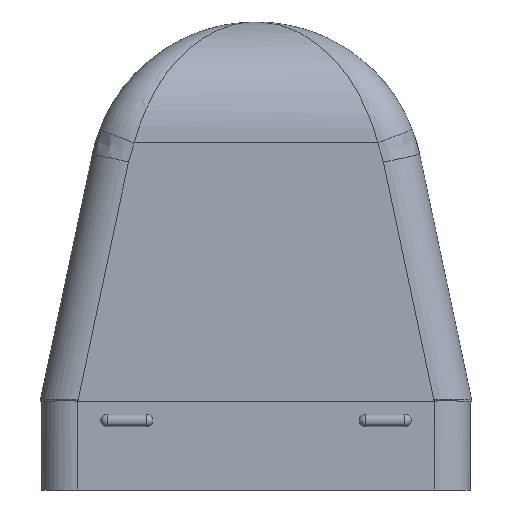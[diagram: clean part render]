
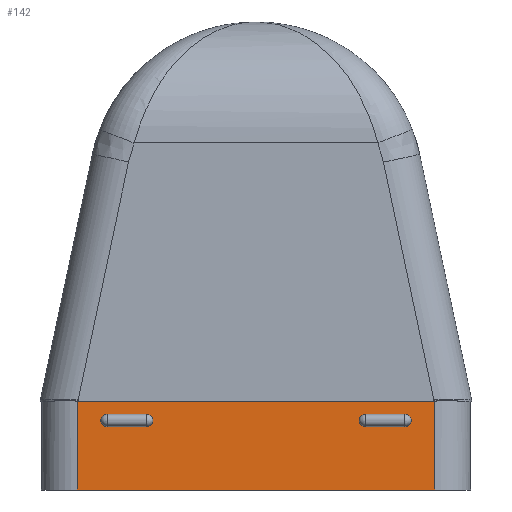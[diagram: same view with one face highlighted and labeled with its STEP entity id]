
A CAD part, front view. The second image highlights one B-rep face of the part: STEP entity #142.
In plain terms, the highlighted planar face has unit normal (0, -1, 0).
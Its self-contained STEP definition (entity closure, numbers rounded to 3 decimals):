
#142=ADVANCED_FACE('',(#344,#345,#346),#347,.F.);
#344=FACE_OUTER_BOUND('',#13331,.T.);
#345=FACE_BOUND('',#13332,.T.);
#346=FACE_BOUND('',#13333,.T.);
#347=PLANE('',#13334);
#13331=EDGE_LOOP('',(#13993,#13994,#13995,#13996));
#13332=EDGE_LOOP('',(#13997,#13998,#13999,#14000));
#13333=EDGE_LOOP('',(#14001,#14002,#14003,#14004));
#13334=AXIS2_PLACEMENT_3D('',#14005,#14006,#14007);
#13993=ORIENTED_EDGE('',*,*,#14742,.F.);
#13994=ORIENTED_EDGE('',*,*,#14780,.T.);
#13995=ORIENTED_EDGE('',*,*,#14781,.F.);
#13996=ORIENTED_EDGE('',*,*,#14782,.F.);
#13997=ORIENTED_EDGE('',*,*,#14783,.T.);
#13998=ORIENTED_EDGE('',*,*,#14784,.T.);
#13999=ORIENTED_EDGE('',*,*,#14785,.T.);
#14000=ORIENTED_EDGE('',*,*,#14786,.T.);
#14001=ORIENTED_EDGE('',*,*,#14787,.T.);
#14002=ORIENTED_EDGE('',*,*,#14788,.T.);
#14003=ORIENTED_EDGE('',*,*,#14789,.T.);
#14004=ORIENTED_EDGE('',*,*,#14790,.T.);
#14005=CARTESIAN_POINT('',(0.,-14.9,0.));
#14006=DIRECTION('',(0.,1.0,0.));
#14007=DIRECTION('',(1.0,0.,0.));
#14742=EDGE_CURVE('',#15403,#15405,#15406,.T.);
#14780=EDGE_CURVE('',#15403,#15462,#15463,.T.);
#14781=EDGE_CURVE('',#15464,#15462,#15465,.T.);
#14782=EDGE_CURVE('',#15405,#15464,#15466,.T.);
#14783=EDGE_CURVE('',#15467,#15468,#15469,.T.);
#14784=EDGE_CURVE('',#15468,#15470,#15471,.T.);
#14785=EDGE_CURVE('',#15470,#15472,#15473,.T.);
#14786=EDGE_CURVE('',#15472,#15467,#15474,.T.);
#14787=EDGE_CURVE('',#15475,#15476,#15477,.T.);
#14788=EDGE_CURVE('',#15476,#15478,#15479,.T.);
#14789=EDGE_CURVE('',#15478,#15480,#15481,.T.);
#14790=EDGE_CURVE('',#15480,#15475,#15482,.T.);
#15403=VERTEX_POINT('',#17264);
#15405=VERTEX_POINT('',#17266);
#15406=LINE('',#17267,#17268);
#15462=VERTEX_POINT('',#17476);
#15463=LINE('',#17477,#17478);
#15464=VERTEX_POINT('',#17479);
#15465=LINE('',#17480,#17481);
#15466=LINE('',#17482,#17483);
#15467=VERTEX_POINT('',#17484);
#15468=VERTEX_POINT('',#17485);
#15469=CIRCLE('',#17486,3.1);
#15470=VERTEX_POINT('',#17487);
#15471=LINE('',#17488,#17489);
#15472=VERTEX_POINT('',#17490);
#15473=CIRCLE('',#17491,3.1);
#15474=LINE('',#17492,#17493);
#15475=VERTEX_POINT('',#17494);
#15476=VERTEX_POINT('',#17495);
#15477=CIRCLE('',#17496,3.1);
#15478=VERTEX_POINT('',#17497);
#15479=LINE('',#17498,#17499);
#15480=VERTEX_POINT('',#17500);
#15481=CIRCLE('',#17501,3.1);
#15482=LINE('',#17502,#17503);
#17264=CARTESIAN_POINT('',(-90.,-14.9,-0.6));
#17266=CARTESIAN_POINT('',(90.,-14.9,-0.6));
#17267=CARTESIAN_POINT('',(0.,-14.9,-0.6));
#17268=VECTOR('',#18109,1.);
#17476=CARTESIAN_POINT('',(-90.,-14.9,-45.0));
#17477=CARTESIAN_POINT('',(-90.,-14.9,0.));
#17478=VECTOR('',#18169,1.);
#17479=CARTESIAN_POINT('',(90.,-14.9,-45.0));
#17480=CARTESIAN_POINT('',(-90.,-14.9,-45.0));
#17481=VECTOR('',#18170,1.0);
#17482=CARTESIAN_POINT('',(90.,-14.9,0.));
#17483=VECTOR('',#18171,1.);
#17484=CARTESIAN_POINT('',(55.,-14.9,-13.1));
#17485=CARTESIAN_POINT('',(55.,-14.9,-6.9));
#17486=AXIS2_PLACEMENT_3D('',#18172,#18173,#18174);
#17487=CARTESIAN_POINT('',(75.,-14.9,-6.9));
#17488=CARTESIAN_POINT('',(32.5,-14.9,-6.9));
#17489=VECTOR('',#18175,1.0);
#17490=CARTESIAN_POINT('',(75.,-14.9,-13.1));
#17491=AXIS2_PLACEMENT_3D('',#18176,#18177,#18178);
#17492=CARTESIAN_POINT('',(32.5,-14.9,-13.1));
#17493=VECTOR('',#18179,1.0);
#17494=CARTESIAN_POINT('',(-75.,-14.9,-13.1));
#17495=CARTESIAN_POINT('',(-75.,-14.9,-6.9));
#17496=AXIS2_PLACEMENT_3D('',#18180,#18181,#18182);
#17497=CARTESIAN_POINT('',(-55.,-14.9,-6.9));
#17498=CARTESIAN_POINT('',(-32.5,-14.9,-6.9));
#17499=VECTOR('',#18183,1.);
#17500=CARTESIAN_POINT('',(-55.,-14.9,-13.1));
#17501=AXIS2_PLACEMENT_3D('',#18184,#18185,#18186);
#17502=CARTESIAN_POINT('',(-32.5,-14.9,-13.1));
#17503=VECTOR('',#18187,1.);
#18109=DIRECTION('',(1.0,0.,0.0));
#18169=DIRECTION('',(0.0,0.0,-1.0));
#18170=DIRECTION('',(-1.0,0.,0.));
#18171=DIRECTION('',(0.0,0.0,-1.0));
#18172=CARTESIAN_POINT('',(55.,-14.9,-10.0));
#18173=DIRECTION('',(0.,1.0,0.0));
#18174=DIRECTION('',(-1.0,0.,0.0));
#18175=DIRECTION('',(1.0,0.,0.0));
#18176=CARTESIAN_POINT('',(75.,-14.9,-10.0));
#18177=DIRECTION('',(0.,1.0,0.0));
#18178=DIRECTION('',(-1.0,0.,0.0));
#18179=DIRECTION('',(-1.0,0.,0.0));
#18180=CARTESIAN_POINT('',(-75.,-14.9,-10.0));
#18181=DIRECTION('',(0.,1.0,0.0));
#18182=DIRECTION('',(-1.0,0.,0.0));
#18183=DIRECTION('',(1.0,0.,0.0));
#18184=CARTESIAN_POINT('',(-55.,-14.9,-10.0));
#18185=DIRECTION('',(0.,1.0,0.0));
#18186=DIRECTION('',(-1.0,0.,0.0));
#18187=DIRECTION('',(-1.0,0.,0.0));
